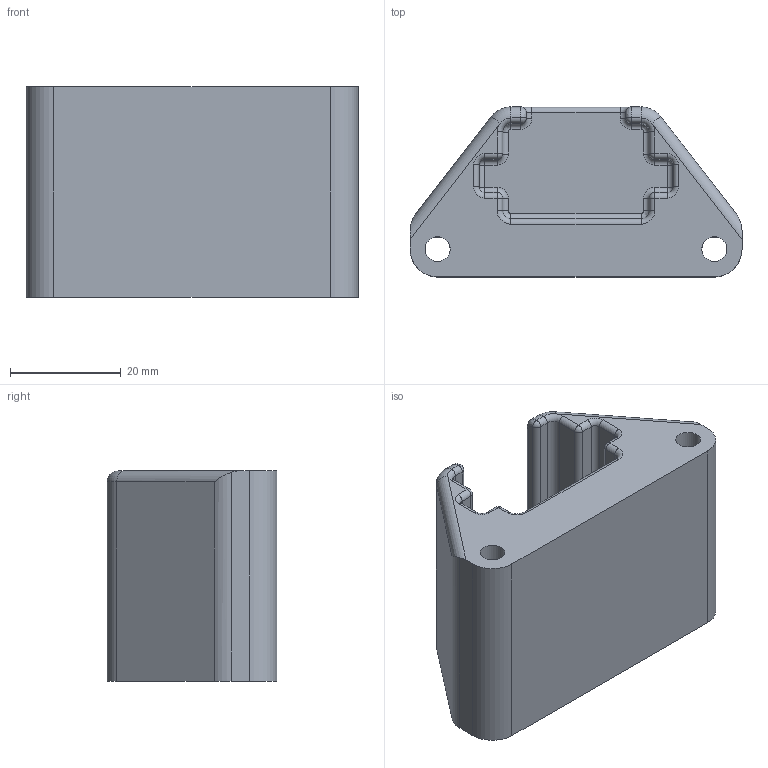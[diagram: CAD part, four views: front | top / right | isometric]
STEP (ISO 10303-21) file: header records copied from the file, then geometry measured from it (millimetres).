
FILE_DESCRIPTION(/* description */ (''),/* implementation_level */ '2;1');
FILE_NAME(/* name */ 'Cole''s Documents/Products/MaP/MaP-Website/plans/files/MaP-9V-Holder v10.step',/* time_stamp */ '2017-06-01T10:41:01-07:00',/* author */ (''),/* organization */ (''),/* preprocessor_version */ 'ST-DEVELOPER v16.13',/* originating_system */ 'Autodesk Translation Framework v6.1.1.50',/* authorisation */ '');
FILE_SCHEMA (('AUTOMOTIVE_DESIGN { 1 0 10303 214 3 1 1 }'));
Length unit declared in the file: millimetre
Products named in the file (1): MaP-9V-Holder v10
Bounding box: 60 x 30.7 x 38 mm (x, y, z)
Volume: 37024.5 mm3; surface area: 11979.1 mm2
Topology: 1 solids, 1 shells, 115 faces, 259 edges, 146 vertices
Faces by surface type: cylinder 57, plane 24, torus 18, sphere 10, bspline 6
Full cylindrical faces by diameter (mm): 4.496 x2
Entity records: 3228 total; most frequent: DIRECTION 613, CARTESIAN_POINT 577, ORIENTED_EDGE 514, EDGE_CURVE 257, AXIS2_PLACEMENT_3D 248, VERTEX_POINT 146, CIRCLE 136, EDGE_LOOP 121
